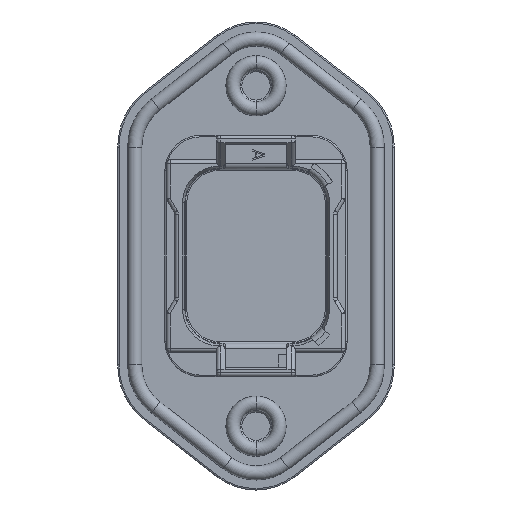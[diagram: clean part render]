
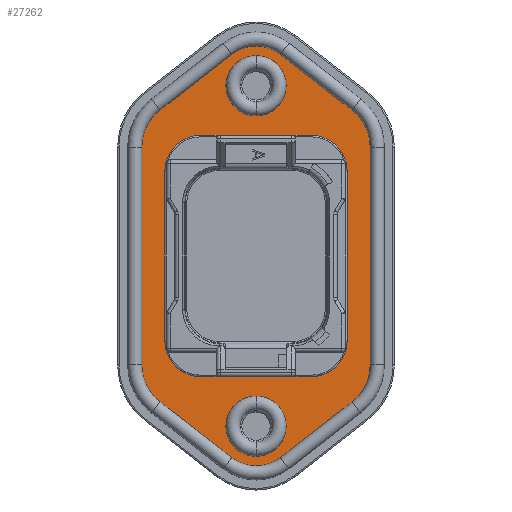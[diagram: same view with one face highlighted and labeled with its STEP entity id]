
A CAD part, front view. The second image highlights one B-rep face of the part: STEP entity #27262.
In plain terms, the highlighted planar face has unit normal (0, -1, 0).
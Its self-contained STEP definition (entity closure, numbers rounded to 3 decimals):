
#284=CARTESIAN_POINT('',(7.85,13.5,-12.));
#285=DIRECTION('',(0.,-1.,0.));
#286=DIRECTION('',(0.,0.,-1.));
#287=AXIS2_PLACEMENT_3D('',#284,#285,#286);
#343=DIRECTION('',(0.79,0.,-0.613));
#344=VECTOR('',#343,12.806);
#345=CARTESIAN_POINT('',(-13.549,13.5,-20.567));
#346=LINE('',#345,#344);
#347=CARTESIAN_POINT('',(-9.5,13.5,-15.355));
#348=DIRECTION('',(0.,-1.,0.));
#349=DIRECTION('',(-1.,0.,0.));
#350=AXIS2_PLACEMENT_3D('',#347,#348,#349);
#352=DIRECTION('',(0.,0.,-1.));
#353=VECTOR('',#352,30.71);
#354=CARTESIAN_POINT('',(-16.1,13.5,15.355));
#355=LINE('',#354,#353);
#356=CARTESIAN_POINT('',(-9.5,13.5,15.355));
#357=DIRECTION('',(0.,-1.,0.));
#358=DIRECTION('',(-0.613,0.,0.79));
#359=AXIS2_PLACEMENT_3D('',#356,#357,#358);
#361=DIRECTION('',(-0.79,0.,-0.613));
#362=VECTOR('',#361,12.806);
#363=CARTESIAN_POINT('',(-3.435,13.5,28.423));
#364=LINE('',#363,#362);
#365=CARTESIAN_POINT('',(0.,13.5,24.));
#366=DIRECTION('',(0.,-1.,0.));
#367=DIRECTION('',(0.613,0.,0.79));
#368=AXIS2_PLACEMENT_3D('',#365,#366,#367);
#370=DIRECTION('',(-0.79,0.,0.613));
#371=VECTOR('',#370,12.806);
#372=CARTESIAN_POINT('',(13.549,13.5,20.567));
#373=LINE('',#372,#371);
#374=CARTESIAN_POINT('',(9.5,13.5,15.355));
#375=DIRECTION('',(0.,-1.,0.));
#376=DIRECTION('',(1.,0.,0.));
#377=AXIS2_PLACEMENT_3D('',#374,#375,#376);
#379=DIRECTION('',(0.,0.,1.));
#380=VECTOR('',#379,30.71);
#381=CARTESIAN_POINT('',(16.1,13.5,-15.355));
#382=LINE('',#381,#380);
#383=CARTESIAN_POINT('',(9.5,13.5,-15.355));
#384=DIRECTION('',(0.,-1.,0.));
#385=DIRECTION('',(0.613,0.,-0.79));
#386=AXIS2_PLACEMENT_3D('',#383,#384,#385);
#388=DIRECTION('',(0.79,0.,0.613));
#389=VECTOR('',#388,12.806);
#390=CARTESIAN_POINT('',(3.435,13.5,-28.423));
#391=LINE('',#390,#389);
#392=CARTESIAN_POINT('',(0.,13.5,-24.));
#393=DIRECTION('',(0.,-1.,0.));
#394=DIRECTION('',(-0.613,0.,-0.79));
#395=AXIS2_PLACEMENT_3D('',#392,#393,#394);
#397=CARTESIAN_POINT('',(0.,13.5,-24.));
#398=DIRECTION('',(0.,1.,0.));
#399=DIRECTION('',(0.,0.,1.));
#400=AXIS2_PLACEMENT_3D('',#397,#398,#399);
#402=CARTESIAN_POINT('',(0.,13.5,-24.));
#403=DIRECTION('',(0.,1.,0.));
#404=DIRECTION('',(0.,0.,-1.));
#405=AXIS2_PLACEMENT_3D('',#402,#403,#404);
#407=CARTESIAN_POINT('',(0.,13.5,24.));
#408=DIRECTION('',(0.,1.,0.));
#409=DIRECTION('',(0.,0.,1.));
#410=AXIS2_PLACEMENT_3D('',#407,#408,#409);
#412=CARTESIAN_POINT('',(0.,13.5,24.));
#413=DIRECTION('',(0.,1.,0.));
#414=DIRECTION('',(0.,0.,-1.));
#415=AXIS2_PLACEMENT_3D('',#412,#413,#414);
#595=DIRECTION('',(-1.,0.,0.));
#596=VECTOR('',#595,15.7);
#597=CARTESIAN_POINT('',(7.85,13.5,-17.));
#598=LINE('',#597,#596);
#767=DIRECTION('',(1.,0.,0.));
#768=VECTOR('',#767,15.7);
#769=CARTESIAN_POINT('',(-7.85,13.5,17.));
#770=LINE('',#769,#768);
#787=CARTESIAN_POINT('',(7.85,13.5,12.));
#788=DIRECTION('',(0.,-1.,0.));
#789=DIRECTION('',(1.,0.,0.));
#790=AXIS2_PLACEMENT_3D('',#787,#788,#789);
#796=DIRECTION('',(0.,0.,-1.));
#797=VECTOR('',#796,24.);
#798=CARTESIAN_POINT('',(12.85,13.5,12.));
#799=LINE('',#798,#797);
#16034=CARTESIAN_POINT('',(-7.85,13.5,-12.));
#16035=DIRECTION('',(0.,-1.,0.));
#16036=DIRECTION('',(-1.,0.,0.));
#16037=AXIS2_PLACEMENT_3D('',#16034,#16035,#16036);
#16043=DIRECTION('',(0.,0.,1.));
#16044=VECTOR('',#16043,24.);
#16045=CARTESIAN_POINT('',(-12.85,13.5,-12.));
#16046=LINE('',#16045,#16044);
#16055=CARTESIAN_POINT('',(-7.85,13.5,12.));
#16056=DIRECTION('',(0.,-1.,0.));
#16057=DIRECTION('',(0.,0.,1.));
#16058=AXIS2_PLACEMENT_3D('',#16055,#16056,#16057);
#23497=CARTESIAN_POINT('',(-13.549,13.5,-20.567));
#23498=CARTESIAN_POINT('',(-3.435,13.5,-28.423));
#23499=VERTEX_POINT('',#23497);
#23500=VERTEX_POINT('',#23498);
#23505=CARTESIAN_POINT('',(3.435,13.5,-28.423));
#23506=VERTEX_POINT('',#23505);
#23509=CARTESIAN_POINT('',(13.549,13.5,-20.567));
#23510=VERTEX_POINT('',#23509);
#23513=CARTESIAN_POINT('',(16.1,13.5,-15.355));
#23514=VERTEX_POINT('',#23513);
#23517=CARTESIAN_POINT('',(16.1,13.5,15.355));
#23518=VERTEX_POINT('',#23517);
#23521=CARTESIAN_POINT('',(13.549,13.5,20.567));
#23522=VERTEX_POINT('',#23521);
#23525=CARTESIAN_POINT('',(3.435,13.5,28.423));
#23526=VERTEX_POINT('',#23525);
#23529=CARTESIAN_POINT('',(-3.435,13.5,28.423));
#23530=VERTEX_POINT('',#23529);
#23533=CARTESIAN_POINT('',(-13.549,13.5,20.567));
#23534=VERTEX_POINT('',#23533);
#23537=CARTESIAN_POINT('',(-16.1,13.5,15.355));
#23538=VERTEX_POINT('',#23537);
#23541=CARTESIAN_POINT('',(-16.1,13.5,-15.355));
#23542=VERTEX_POINT('',#23541);
#23573=CARTESIAN_POINT('',(0.,13.5,28.25));
#23574=CARTESIAN_POINT('',(0.,13.5,19.75));
#23575=VERTEX_POINT('',#23573);
#23576=VERTEX_POINT('',#23574);
#23581=CARTESIAN_POINT('',(0.,13.5,-19.75));
#23582=CARTESIAN_POINT('',(0.,13.5,-28.25));
#23583=VERTEX_POINT('',#23581);
#23584=VERTEX_POINT('',#23582);
#23585=CARTESIAN_POINT('',(7.85,13.5,-17.));
#23586=CARTESIAN_POINT('',(-7.85,13.5,-17.));
#23587=VERTEX_POINT('',#23585);
#23588=VERTEX_POINT('',#23586);
#23589=CARTESIAN_POINT('',(-7.85,13.5,17.));
#23590=CARTESIAN_POINT('',(7.85,13.5,17.));
#23591=VERTEX_POINT('',#23589);
#23592=VERTEX_POINT('',#23590);
#23593=CARTESIAN_POINT('',(12.85,13.5,-12.));
#23594=VERTEX_POINT('',#23593);
#23595=CARTESIAN_POINT('',(-12.85,13.5,-12.));
#23596=VERTEX_POINT('',#23595);
#23597=CARTESIAN_POINT('',(-12.85,13.5,12.));
#23598=VERTEX_POINT('',#23597);
#23599=CARTESIAN_POINT('',(12.85,13.5,12.));
#23600=VERTEX_POINT('',#23599);
#27202=CARTESIAN_POINT('',(12.6,13.5,0.));
#27203=DIRECTION('',(0.,-1.,0.));
#27204=DIRECTION('',(0.,0.,1.));
#27205=AXIS2_PLACEMENT_3D('',#27202,#27203,#27204);
#27206=PLANE('',#27205);
#27208=ORIENTED_EDGE('',*,*,#27207,.F.);
#27210=ORIENTED_EDGE('',*,*,#27209,.F.);
#27212=ORIENTED_EDGE('',*,*,#27211,.F.);
#27214=ORIENTED_EDGE('',*,*,#27213,.F.);
#27216=ORIENTED_EDGE('',*,*,#27215,.F.);
#27218=ORIENTED_EDGE('',*,*,#27217,.F.);
#27220=ORIENTED_EDGE('',*,*,#27219,.F.);
#27222=ORIENTED_EDGE('',*,*,#27221,.F.);
#27224=ORIENTED_EDGE('',*,*,#27223,.F.);
#27226=ORIENTED_EDGE('',*,*,#27225,.F.);
#27228=ORIENTED_EDGE('',*,*,#27227,.F.);
#27230=ORIENTED_EDGE('',*,*,#27229,.F.);
#27231=EDGE_LOOP('',(#27208,#27210,#27212,#27214,#27216,#27218,#27220,#27222,
#27224,#27226,#27228,#27230));
#27232=FACE_OUTER_BOUND('',#27231,.F.);
#27234=ORIENTED_EDGE('',*,*,#27233,.F.);
#27235=ORIENTED_EDGE('',*,*,#27192,.T.);
#27237=ORIENTED_EDGE('',*,*,#27236,.F.);
#27239=ORIENTED_EDGE('',*,*,#27238,.T.);
#27241=ORIENTED_EDGE('',*,*,#27240,.F.);
#27243=ORIENTED_EDGE('',*,*,#27242,.T.);
#27245=ORIENTED_EDGE('',*,*,#27244,.F.);
#27247=ORIENTED_EDGE('',*,*,#27246,.T.);
#27248=EDGE_LOOP('',(#27234,#27235,#27237,#27239,#27241,#27243,#27245,#27247));
#27249=FACE_BOUND('',#27248,.F.);
#27251=ORIENTED_EDGE('',*,*,#27250,.F.);
#27253=ORIENTED_EDGE('',*,*,#27252,.F.);
#27254=EDGE_LOOP('',(#27251,#27253));
#27255=FACE_BOUND('',#27254,.F.);
#27257=ORIENTED_EDGE('',*,*,#27256,.F.);
#27259=ORIENTED_EDGE('',*,*,#27258,.F.);
#27260=EDGE_LOOP('',(#27257,#27259));
#27261=FACE_BOUND('',#27260,.F.);
#27262=ADVANCED_FACE('',(#27232,#27249,#27255,#27261),#27206,.T.);
#288=CIRCLE('',#287,5.);
#351=CIRCLE('',#350,6.6);
#360=CIRCLE('',#359,6.6);
#369=CIRCLE('',#368,5.6);
#378=CIRCLE('',#377,6.6);
#387=CIRCLE('',#386,6.6);
#396=CIRCLE('',#395,5.6);
#401=CIRCLE('',#400,4.25);
#406=CIRCLE('',#405,4.25);
#411=CIRCLE('',#410,4.25);
#416=CIRCLE('',#415,4.25);
#791=CIRCLE('',#790,5.);
#16038=CIRCLE('',#16037,5.);
#16059=CIRCLE('',#16058,5.);
#27192=EDGE_CURVE('',#23587,#23594,#288,.T.);
#27207=EDGE_CURVE('',#23499,#23500,#346,.T.);
#27209=EDGE_CURVE('',#23542,#23499,#351,.T.);
#27211=EDGE_CURVE('',#23538,#23542,#355,.T.);
#27213=EDGE_CURVE('',#23534,#23538,#360,.T.);
#27215=EDGE_CURVE('',#23530,#23534,#364,.T.);
#27217=EDGE_CURVE('',#23526,#23530,#369,.T.);
#27219=EDGE_CURVE('',#23522,#23526,#373,.T.);
#27221=EDGE_CURVE('',#23518,#23522,#378,.T.);
#27223=EDGE_CURVE('',#23514,#23518,#382,.T.);
#27225=EDGE_CURVE('',#23510,#23514,#387,.T.);
#27227=EDGE_CURVE('',#23506,#23510,#391,.T.);
#27229=EDGE_CURVE('',#23500,#23506,#396,.T.);
#27233=EDGE_CURVE('',#23587,#23588,#598,.T.);
#27236=EDGE_CURVE('',#23600,#23594,#799,.T.);
#27238=EDGE_CURVE('',#23600,#23592,#791,.T.);
#27240=EDGE_CURVE('',#23591,#23592,#770,.T.);
#27242=EDGE_CURVE('',#23591,#23598,#16059,.T.);
#27244=EDGE_CURVE('',#23596,#23598,#16046,.T.);
#27246=EDGE_CURVE('',#23596,#23588,#16038,.T.);
#27250=EDGE_CURVE('',#23583,#23584,#401,.T.);
#27252=EDGE_CURVE('',#23584,#23583,#406,.T.);
#27256=EDGE_CURVE('',#23575,#23576,#411,.T.);
#27258=EDGE_CURVE('',#23576,#23575,#416,.T.);
